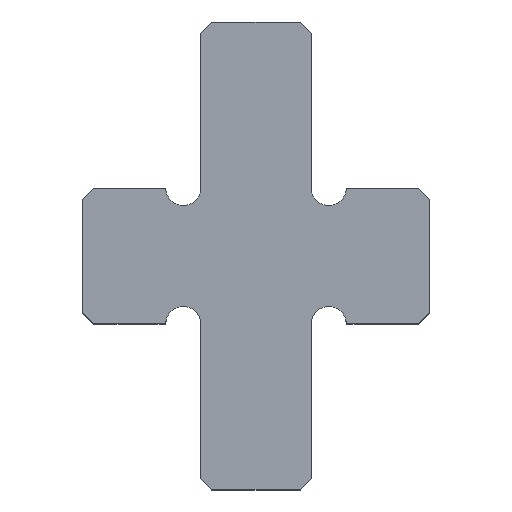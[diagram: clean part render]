
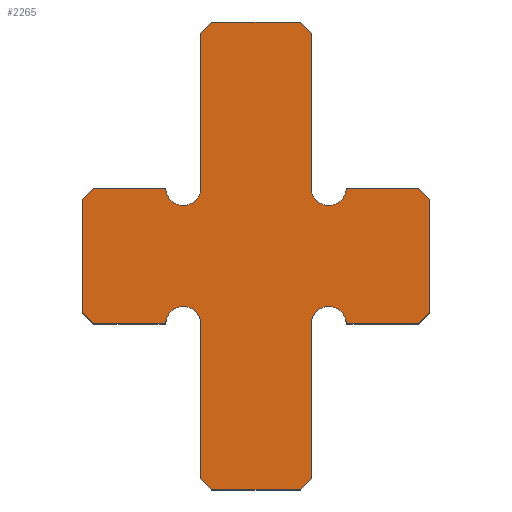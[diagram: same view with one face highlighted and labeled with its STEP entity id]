
A CAD part, top view. The second image highlights one B-rep face of the part: STEP entity #2265.
In plain terms, the highlighted planar face has unit normal (0, 0, 1).
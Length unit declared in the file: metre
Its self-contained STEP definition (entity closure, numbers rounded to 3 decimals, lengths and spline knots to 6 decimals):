
#86=CIRCLE('',#2402,0.001575);
#87=CIRCLE('',#2403,0.001575);
#88=CIRCLE('',#2404,0.001575);
#89=CIRCLE('',#2405,0.001575);
#142=ORIENTED_EDGE('',*,*,#788,.T.);
#143=ORIENTED_EDGE('',*,*,#826,.T.);
#144=ORIENTED_EDGE('',*,*,#827,.T.);
#145=ORIENTED_EDGE('',*,*,#828,.T.);
#146=ORIENTED_EDGE('',*,*,#829,.F.);
#147=ORIENTED_EDGE('',*,*,#830,.T.);
#148=ORIENTED_EDGE('',*,*,#831,.F.);
#149=ORIENTED_EDGE('',*,*,#832,.F.);
#150=ORIENTED_EDGE('',*,*,#833,.T.);
#151=ORIENTED_EDGE('',*,*,#834,.T.);
#152=ORIENTED_EDGE('',*,*,#835,.T.);
#153=ORIENTED_EDGE('',*,*,#836,.T.);
#154=ORIENTED_EDGE('',*,*,#837,.F.);
#155=ORIENTED_EDGE('',*,*,#838,.T.);
#156=ORIENTED_EDGE('',*,*,#839,.F.);
#157=ORIENTED_EDGE('',*,*,#840,.T.);
#158=ORIENTED_EDGE('',*,*,#841,.T.);
#159=ORIENTED_EDGE('',*,*,#842,.T.);
#160=ORIENTED_EDGE('',*,*,#843,.T.);
#161=ORIENTED_EDGE('',*,*,#844,.F.);
#162=ORIENTED_EDGE('',*,*,#825,.F.);
#163=ORIENTED_EDGE('',*,*,#845,.T.);
#164=ORIENTED_EDGE('',*,*,#846,.F.);
#165=ORIENTED_EDGE('',*,*,#847,.T.);
#788=EDGE_CURVE('',#1131,#1130,#1354,.T.);
#825=EDGE_CURVE('',#1167,#1161,#1391,.T.);
#826=EDGE_CURVE('',#1130,#1168,#86,.T.);
#827=EDGE_CURVE('',#1168,#1169,#1392,.T.);
#828=EDGE_CURVE('',#1169,#1170,#1393,.F.);
#829=EDGE_CURVE('',#1171,#1170,#1394,.T.);
#830=EDGE_CURVE('',#1171,#1172,#1395,.T.);
#831=EDGE_CURVE('',#1173,#1172,#1396,.T.);
#832=EDGE_CURVE('',#1174,#1173,#87,.T.);
#833=EDGE_CURVE('',#1174,#1175,#1397,.T.);
#834=EDGE_CURVE('',#1175,#1176,#1398,.F.);
#835=EDGE_CURVE('',#1176,#1177,#1399,.T.);
#836=EDGE_CURVE('',#1177,#1178,#1400,.T.);
#837=EDGE_CURVE('',#1179,#1178,#1401,.T.);
#838=EDGE_CURVE('',#1179,#1180,#88,.T.);
#839=EDGE_CURVE('',#1181,#1180,#1402,.T.);
#840=EDGE_CURVE('',#1181,#1182,#1403,.F.);
#841=EDGE_CURVE('',#1182,#1183,#1404,.T.);
#842=EDGE_CURVE('',#1183,#1184,#1405,.T.);
#843=EDGE_CURVE('',#1184,#1185,#1406,.T.);
#844=EDGE_CURVE('',#1161,#1185,#89,.T.);
#845=EDGE_CURVE('',#1167,#1186,#1407,.F.);
#846=EDGE_CURVE('',#1187,#1186,#1408,.T.);
#847=EDGE_CURVE('',#1187,#1131,#1409,.T.);
#1130=VERTEX_POINT('',#3038);
#1131=VERTEX_POINT('',#3040);
#1161=VERTEX_POINT('',#3103);
#1167=VERTEX_POINT('',#3115);
#1168=VERTEX_POINT('',#3119);
#1169=VERTEX_POINT('',#3121);
#1170=VERTEX_POINT('',#3123);
#1171=VERTEX_POINT('',#3125);
#1172=VERTEX_POINT('',#3127);
#1173=VERTEX_POINT('',#3129);
#1174=VERTEX_POINT('',#3131);
#1175=VERTEX_POINT('',#3133);
#1176=VERTEX_POINT('',#3135);
#1177=VERTEX_POINT('',#3137);
#1178=VERTEX_POINT('',#3139);
#1179=VERTEX_POINT('',#3141);
#1180=VERTEX_POINT('',#3143);
#1181=VERTEX_POINT('',#3145);
#1182=VERTEX_POINT('',#3147);
#1183=VERTEX_POINT('',#3149);
#1184=VERTEX_POINT('',#3151);
#1185=VERTEX_POINT('',#3153);
#1186=VERTEX_POINT('',#3156);
#1187=VERTEX_POINT('',#3158);
#1354=LINE('',#3039,#1636);
#1391=LINE('',#3116,#1673);
#1392=LINE('',#3120,#1674);
#1393=LINE('',#3122,#1675);
#1394=LINE('',#3124,#1676);
#1395=LINE('',#3126,#1677);
#1396=LINE('',#3128,#1678);
#1397=LINE('',#3132,#1679);
#1398=LINE('',#3134,#1680);
#1399=LINE('',#3136,#1681);
#1400=LINE('',#3138,#1682);
#1401=LINE('',#3140,#1683);
#1402=LINE('',#3144,#1684);
#1403=LINE('',#3146,#1685);
#1404=LINE('',#3148,#1686);
#1405=LINE('',#3150,#1687);
#1406=LINE('',#3152,#1688);
#1407=LINE('',#3155,#1689);
#1408=LINE('',#3157,#1690);
#1409=LINE('',#3159,#1691);
#1636=VECTOR('',#2520,1.);
#1673=VECTOR('',#2563,1.);
#1674=VECTOR('',#2568,1.);
#1675=VECTOR('',#2569,1.);
#1676=VECTOR('',#2570,1.);
#1677=VECTOR('',#2571,1.);
#1678=VECTOR('',#2572,1.);
#1679=VECTOR('',#2575,1.);
#1680=VECTOR('',#2576,1.);
#1681=VECTOR('',#2577,1.);
#1682=VECTOR('',#2578,1.);
#1683=VECTOR('',#2579,1.);
#1684=VECTOR('',#2582,1.);
#1685=VECTOR('',#2583,1.);
#1686=VECTOR('',#2584,1.);
#1687=VECTOR('',#2585,1.);
#1688=VECTOR('',#2586,1.);
#1689=VECTOR('',#2589,1.);
#1690=VECTOR('',#2590,1.);
#1691=VECTOR('',#2591,1.);
#1920=EDGE_LOOP('',(#142,#143,#144,#145,#146,#147,#148,#149,#150,#151,#152,
#153,#154,#155,#156,#157,#158,#159,#160,#161,#162,#163,#164,#165));
#2046=FACE_BOUND('',#1920,.T.);
#2172=PLANE('',#2401);
#2265=ADVANCED_FACE('',(#2046),#2172,.T.);
#2401=AXIS2_PLACEMENT_3D('',#3117,#2564,#2565);
#2402=AXIS2_PLACEMENT_3D('',#3118,#2566,#2567);
#2403=AXIS2_PLACEMENT_3D('',#3130,#2573,#2574);
#2404=AXIS2_PLACEMENT_3D('',#3142,#2580,#2581);
#2405=AXIS2_PLACEMENT_3D('',#3154,#2587,#2588);
#2520=DIRECTION('',(-1.,0.,0.));
#2563=DIRECTION('',(-1.,0.,0.));
#2564=DIRECTION('',(0.,0.,1.));
#2565=DIRECTION('',(1.,0.,0.));
#2566=DIRECTION('',(0.,0.,-1.));
#2567=DIRECTION('',(1.,0.,0.));
#2568=DIRECTION('',(0.,1.,0.));
#2569=DIRECTION('',(0.707,-0.707,0.));
#2570=DIRECTION('',(1.,0.,0.));
#2571=DIRECTION('',(-0.707,-0.707,0.));
#2572=DIRECTION('',(0.,1.,0.));
#2573=DIRECTION('',(0.,0.,1.));
#2574=DIRECTION('',(1.,0.,0.));
#2575=DIRECTION('',(-1.,0.,0.));
#2576=DIRECTION('',(0.707,0.707,0.));
#2577=DIRECTION('',(0.,-1.,0.));
#2578=DIRECTION('',(0.707,-0.707,0.));
#2579=DIRECTION('',(-1.,0.,0.));
#2580=DIRECTION('',(0.,0.,-1.));
#2581=DIRECTION('',(1.,0.,0.));
#2582=DIRECTION('',(0.,1.,0.));
#2583=DIRECTION('',(-0.707,0.707,0.));
#2584=DIRECTION('',(1.,0.,0.));
#2585=DIRECTION('',(0.707,0.707,0.));
#2586=DIRECTION('',(0.,1.,0.));
#2587=DIRECTION('',(0.,0.,1.));
#2588=DIRECTION('',(1.,0.,0.));
#2589=DIRECTION('',(-0.707,-0.707,0.));
#2590=DIRECTION('',(0.,-1.,0.));
#2591=DIRECTION('',(-0.707,0.707,0.));
#3038=CARTESIAN_POINT('',(0.0081,0.0061,0.01605));
#3039=CARTESIAN_POINT('',(0.016102,0.0061,0.01605));
#3040=CARTESIAN_POINT('',(0.0146,0.0061,0.01605));
#3103=CARTESIAN_POINT('',(0.0081,-0.0061,0.01605));
#3115=CARTESIAN_POINT('',(0.0146,-0.0061,0.01605));
#3116=CARTESIAN_POINT('',(0.016102,-0.0061,0.01605));
#3117=CARTESIAN_POINT('',(0.,-0.021,0.01605));
#3118=CARTESIAN_POINT('',(0.006525,0.0061,0.01605));
#3119=CARTESIAN_POINT('',(0.00495,0.0061,0.01605));
#3120=CARTESIAN_POINT('',(0.00495,-0.021,0.01605));
#3121=CARTESIAN_POINT('',(0.00495,0.02,0.01605));
#3122=CARTESIAN_POINT('',(0.022975,0.001975,0.01605));
#3123=CARTESIAN_POINT('',(0.00395,0.021,0.01605));
#3124=CARTESIAN_POINT('',(0.,0.021,0.01605));
#3125=CARTESIAN_POINT('',(-0.00395,0.021,0.01605));
#3126=CARTESIAN_POINT('',(-0.022975,0.001975,0.01605));
#3127=CARTESIAN_POINT('',(-0.00495,0.02,0.01605));
#3128=CARTESIAN_POINT('',(-0.00495,-0.021,0.01605));
#3129=CARTESIAN_POINT('',(-0.00495,0.0061,0.01605));
#3130=CARTESIAN_POINT('',(-0.006525,0.0061,0.01605));
#3131=CARTESIAN_POINT('',(-0.0081,0.0061,0.01605));
#3132=CARTESIAN_POINT('',(0.016102,0.0061,0.01605));
#3133=CARTESIAN_POINT('',(-0.0146,0.0061,0.01605));
#3134=CARTESIAN_POINT('',(-0.02085,-0.00015,0.01605));
#3135=CARTESIAN_POINT('',(-0.0156,0.0051,0.01605));
#3136=CARTESIAN_POINT('',(-0.0156,0.,0.01605));
#3137=CARTESIAN_POINT('',(-0.0156,-0.0051,0.01605));
#3138=CARTESIAN_POINT('',(0.00015,-0.02085,0.01605));
#3139=CARTESIAN_POINT('',(-0.0146,-0.0061,0.01605));
#3140=CARTESIAN_POINT('',(0.016102,-0.0061,0.01605));
#3141=CARTESIAN_POINT('',(-0.0081,-0.0061,0.01605));
#3142=CARTESIAN_POINT('',(-0.006525,-0.0061,0.01605));
#3143=CARTESIAN_POINT('',(-0.00495,-0.0061,0.01605));
#3144=CARTESIAN_POINT('',(-0.00495,-0.021,0.01605));
#3145=CARTESIAN_POINT('',(-0.00495,-0.02,0.01605));
#3146=CARTESIAN_POINT('',(-0.001975,-0.022975,0.01605));
#3147=CARTESIAN_POINT('',(-0.00395,-0.021,0.01605));
#3148=CARTESIAN_POINT('',(0.,-0.021,0.01605));
#3149=CARTESIAN_POINT('',(0.00395,-0.021,0.01605));
#3150=CARTESIAN_POINT('',(0.001975,-0.022975,0.01605));
#3151=CARTESIAN_POINT('',(0.00495,-0.02,0.01605));
#3152=CARTESIAN_POINT('',(0.00495,-0.021,0.01605));
#3153=CARTESIAN_POINT('',(0.00495,-0.0061,0.01605));
#3154=CARTESIAN_POINT('',(0.006525,-0.0061,0.01605));
#3155=CARTESIAN_POINT('',(-0.00015,-0.02085,0.01605));
#3156=CARTESIAN_POINT('',(0.0156,-0.0051,0.01605));
#3157=CARTESIAN_POINT('',(0.0156,0.,0.01605));
#3158=CARTESIAN_POINT('',(0.0156,0.0051,0.01605));
#3159=CARTESIAN_POINT('',(0.02085,-0.00015,0.01605));
